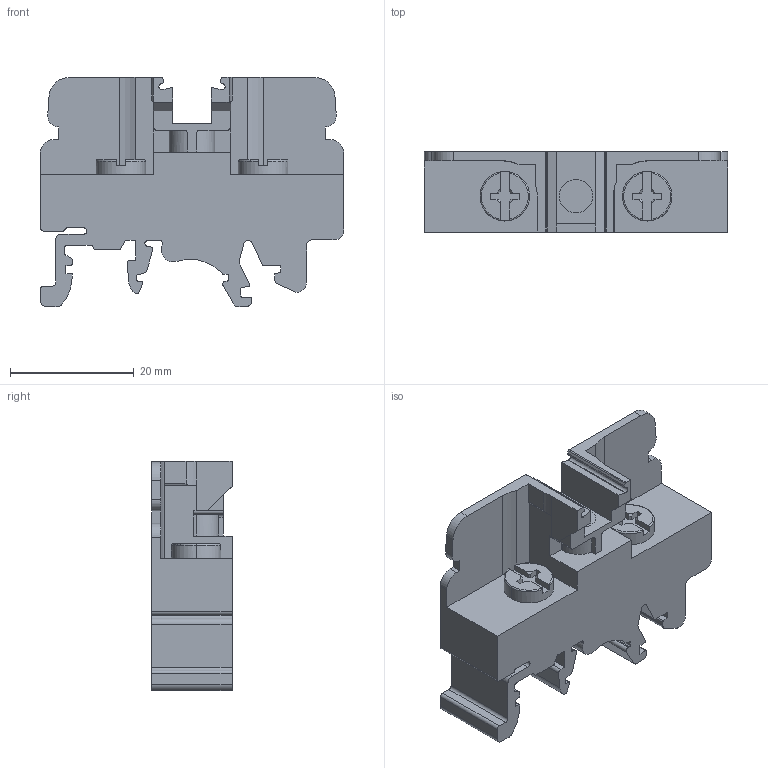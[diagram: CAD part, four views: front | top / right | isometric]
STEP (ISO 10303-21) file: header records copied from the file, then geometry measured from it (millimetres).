
FILE_DESCRIPTION (( 'STEP AP214' ), '1' );
FILE_NAME ('TtecCBS5U.STEP', '2020-06-12T08:51:16', ( '' ), ( '' ), 'SwSTEP 2.0', 'SolidWorks 2020', '' );
FILE_SCHEMA (( 'AUTOMOTIVE_DESIGN' ));
Length unit declared in the file: millimetre
Products named in the file (1): TtecCBS5U
Bounding box: 49 x 13.08 x 37 mm (x, y, z)
Surface area: 6786.3 mm2 (no closed solid volume)
Topology: 0 solids, 16 shells, 513 faces, 1431 edges, 954 vertices
Faces by surface type: plane 289, cylinder 156, bspline 60, torus 8
Entity records: 23573 total; most frequent: CARTESIAN_POINT 6748, ORIENTED_EDGE 2862, DIRECTION 2512, EDGE_CURVE 1431, VECTOR 968, LINE 968, VERTEX_POINT 954, AXIS2_PLACEMENT_3D 772
